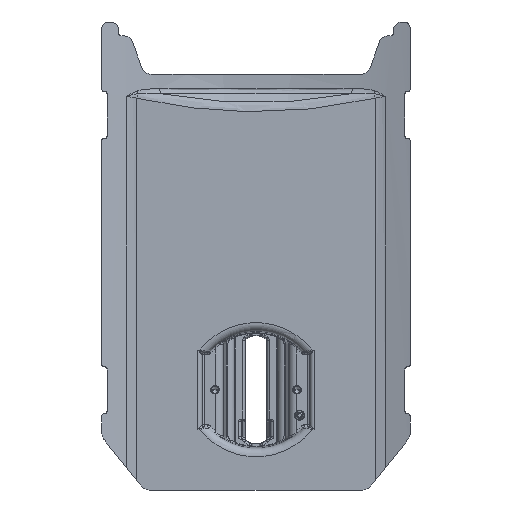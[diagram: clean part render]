
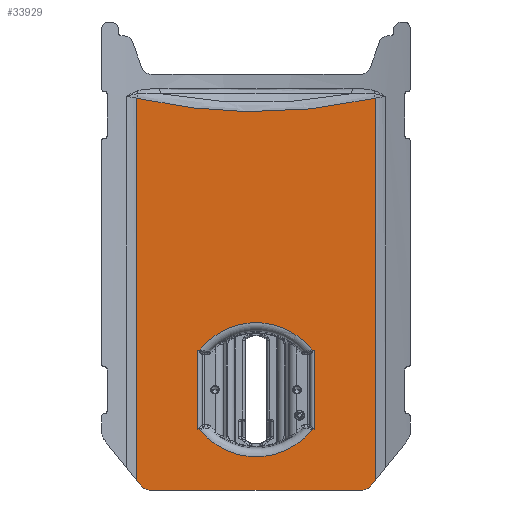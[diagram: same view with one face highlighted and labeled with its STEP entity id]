
A CAD part, front view. The second image highlights one B-rep face of the part: STEP entity #33929.
In plain terms, the highlighted planar face has unit normal (0, -1, 0).
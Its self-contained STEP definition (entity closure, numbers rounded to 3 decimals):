
#1027=DIRECTION('',(-1.,0.,0.));
#1028=VECTOR('',#1027,0.858);
#1029=CARTESIAN_POINT('',(27.3,-12.,-45.852));
#1030=LINE('',#1029,#1028);
#1034=CARTESIAN_POINT('',(0.,-12.,-66.444));
#1035=DIRECTION('',(0.,-1.,0.));
#1036=DIRECTION('',(0.789,0.,0.614));
#1037=AXIS2_PLACEMENT_3D('',#1034,#1035,#1036);
#1042=DIRECTION('',(-1.,0.,0.));
#1043=VECTOR('',#1042,0.858);
#1044=CARTESIAN_POINT('',(-26.441,-12.,
-45.852));
#1045=LINE('',#1044,#1043);
#1049=DIRECTION('',(1.,0.,0.));
#1050=VECTOR('',#1049,0.858);
#1051=CARTESIAN_POINT('',(-27.3,-12.,-83.148));
#1052=LINE('',#1051,#1050);
#1056=CARTESIAN_POINT('',(0.,-12.,-62.556));
#1057=DIRECTION('',(0.,-1.,0.));
#1058=DIRECTION('',(-0.789,0.,-0.614));
#1059=AXIS2_PLACEMENT_3D('',#1056,#1057,#1058);
#1064=DIRECTION('',(1.,0.,0.));
#1065=VECTOR('',#1064,0.858);
#1066=CARTESIAN_POINT('',(26.441,-12.,
-83.148));
#1067=LINE('',#1066,#1065);
#1071=CARTESIAN_POINT('',(56.062,-12.,72.594));
#1072=CARTESIAN_POINT('',(54.756,-12.,72.302));
#1073=CARTESIAN_POINT('',(52.15,-12.,71.74));
#1074=CARTESIAN_POINT('',(48.267,-12.,70.961));
#1075=CARTESIAN_POINT('',(44.411,-12.,70.244));
#1076=CARTESIAN_POINT('',(40.563,-12.,69.587));
#1077=CARTESIAN_POINT('',(36.717,-12.,68.988));
#1078=CARTESIAN_POINT('',(32.876,-12.,68.447));
#1079=CARTESIAN_POINT('',(29.037,-12.,67.966));
#1080=CARTESIAN_POINT('',(25.201,-12.,67.544));
#1081=CARTESIAN_POINT('',(21.367,-12.,67.181));
#1082=CARTESIAN_POINT('',(17.534,-12.,66.878));
#1083=CARTESIAN_POINT('',(13.702,-12.,66.634));
#1084=CARTESIAN_POINT('',(9.87,-12.,66.45));
#1085=CARTESIAN_POINT('',(6.038,-12.,66.326));
#1086=CARTESIAN_POINT('',(2.205,-12.,66.261));
#1087=CARTESIAN_POINT('',(-1.629,-12.,66.257));
#1088=CARTESIAN_POINT('',(-5.464,-12.,66.312));
#1089=CARTESIAN_POINT('',(-9.302,-12.,66.428));
#1090=CARTESIAN_POINT('',(-13.143,-12.,66.603));
#1091=CARTESIAN_POINT('',(-16.987,-12.,66.839));
#1092=CARTESIAN_POINT('',(-20.834,-12.,67.135));
#1093=CARTESIAN_POINT('',(-24.686,-12.,67.492));
#1094=CARTESIAN_POINT('',(-28.543,-12.,67.908));
#1095=CARTESIAN_POINT('',(-32.401,-12.,68.385));
#1096=CARTESIAN_POINT('',(-36.277,-12.,
68.922));
#1097=CARTESIAN_POINT('',(-40.198,-12.,
69.527));
#1098=CARTESIAN_POINT('',(-44.158,-12.,
70.199));
#1099=CARTESIAN_POINT('',(-48.122,-12.,
70.932));
#1100=CARTESIAN_POINT('',(-52.086,-12.,
71.727));
#1101=CARTESIAN_POINT('',(-54.736,-12.,
72.298));
#1102=CARTESIAN_POINT('',(-56.062,-12.,
72.594));
#1107=DIRECTION('',(0.,0.,1.));
#1108=VECTOR('',#1107,179.73);
#1109=CARTESIAN_POINT('',(56.062,-12.,-107.136));
#1110=LINE('',#1109,#1108);
#1114=DIRECTION('',(-0.625,0.,-0.781));
#1115=VECTOR('',#1114,3.378);
#1116=CARTESIAN_POINT('',(56.062,-12.,-107.136));
#1117=LINE('',#1116,#1115);
#1121=CARTESIAN_POINT('',(50.049,-12.,-111.65));
#1122=CARTESIAN_POINT('',(50.85,-12.,-111.65));
#1123=CARTESIAN_POINT('',(52.278,-12.,-111.288));
#1124=CARTESIAN_POINT('',(53.452,-12.,-110.399));
#1125=CARTESIAN_POINT('',(53.952,-12.,-109.774));
#1130=DIRECTION('',(1.,0.,0.));
#1131=VECTOR('',#1130,100.099);
#1132=CARTESIAN_POINT('',(-50.049,-12.,-111.65));
#1133=LINE('',#1132,#1131);
#1137=CARTESIAN_POINT('',(-53.952,-12.,-109.774));
#1138=CARTESIAN_POINT('',(-53.452,-12.,-110.399));
#1139=CARTESIAN_POINT('',(-52.278,-12.,-111.288));
#1140=CARTESIAN_POINT('',(-50.85,-12.,-111.65));
#1141=CARTESIAN_POINT('',(-50.049,-12.,-111.65));
#1146=DIRECTION('',(0.625,0.,-0.781));
#1147=VECTOR('',#1146,3.378);
#1148=CARTESIAN_POINT('',(-56.062,-12.,-107.136));
#1149=LINE('',#1148,#1147);
#1153=DIRECTION('',(0.,0.,-1.));
#1154=VECTOR('',#1153,179.73);
#1155=CARTESIAN_POINT('',(-56.062,-12.,
72.594));
#1156=LINE('',#1155,#1154);
#1205=DIRECTION('',(0.,0.,-1.));
#1206=VECTOR('',#1205,37.296);
#1207=CARTESIAN_POINT('',(27.3,-12.,-45.852));
#1208=LINE('',#1207,#1206);
#1957=CARTESIAN_POINT('',(26.441,-12.,
-83.148));
#1962=CARTESIAN_POINT('',(-26.441,-12.,
-83.148));
#2644=DIRECTION('',(0.,0.,1.));
#2645=VECTOR('',#2644,37.296);
#2646=CARTESIAN_POINT('',(-27.3,-12.,-83.148));
#2647=LINE('',#2646,#2645);
#2822=CARTESIAN_POINT('',(-26.441,-12.,
-45.852));
#2827=CARTESIAN_POINT('',(26.441,-12.,
-45.852));
#31176=CARTESIAN_POINT('',(-50.049,-12.,-111.65));
#31177=CARTESIAN_POINT('',(50.049,-12.,-111.65));
#31178=VERTEX_POINT('',#31176);
#31179=VERTEX_POINT('',#31177);
#31328=VERTEX_POINT('',#1071);
#31329=VERTEX_POINT('',#1102);
#31330=CARTESIAN_POINT('',(-56.062,-12.,-107.136));
#31331=VERTEX_POINT('',#31330);
#31332=CARTESIAN_POINT('',(56.062,-12.,-107.136));
#31333=VERTEX_POINT('',#31332);
#31665=VERTEX_POINT('',#1957);
#31685=VERTEX_POINT('',#2827);
#31686=CARTESIAN_POINT('',(27.3,-12.,-45.852));
#31687=VERTEX_POINT('',#31686);
#31689=CARTESIAN_POINT('',(27.3,-12.,-83.148));
#31690=VERTEX_POINT('',#31689);
#31720=VERTEX_POINT('',#1962);
#31733=VERTEX_POINT('',#2822);
#31743=CARTESIAN_POINT('',(-27.3,-12.,-45.852));
#31744=VERTEX_POINT('',#31743);
#31746=CARTESIAN_POINT('',(-27.3,-12.,-83.148));
#31747=VERTEX_POINT('',#31746);
#31770=VERTEX_POINT('',#1137);
#31771=VERTEX_POINT('',#1125);
#33890=CARTESIAN_POINT('',(0.,-12.,0.));
#33891=DIRECTION('',(0.,-1.,0.));
#33892=DIRECTION('',(-1.,0.,0.));
#33893=AXIS2_PLACEMENT_3D('',#33890,#33891,#33892);
#33894=PLANE('',#33893);
#33896=ORIENTED_EDGE('',*,*,#33895,.F.);
#33897=ORIENTED_EDGE('',*,*,#33843,.F.);
#33898=ORIENTED_EDGE('',*,*,#33865,.T.);
#33900=ORIENTED_EDGE('',*,*,#33899,.F.);
#33902=ORIENTED_EDGE('',*,*,#33901,.F.);
#33904=ORIENTED_EDGE('',*,*,#33903,.F.);
#33906=ORIENTED_EDGE('',*,*,#33905,.F.);
#33908=ORIENTED_EDGE('',*,*,#33907,.F.);
#33909=EDGE_LOOP('',(#33896,#33897,#33898,#33900,#33902,#33904,#33906,#33908));
#33910=FACE_OUTER_BOUND('',#33909,.F.);
#33912=ORIENTED_EDGE('',*,*,#33911,.T.);
#33914=ORIENTED_EDGE('',*,*,#33913,.T.);
#33916=ORIENTED_EDGE('',*,*,#33915,.T.);
#33918=ORIENTED_EDGE('',*,*,#33917,.F.);
#33920=ORIENTED_EDGE('',*,*,#33919,.T.);
#33922=ORIENTED_EDGE('',*,*,#33921,.T.);
#33924=ORIENTED_EDGE('',*,*,#33923,.T.);
#33926=ORIENTED_EDGE('',*,*,#33925,.F.);
#33927=EDGE_LOOP('',(#33912,#33914,#33916,#33918,#33920,#33922,#33924,#33926));
#33928=FACE_BOUND('',#33927,.F.);
#33929=ADVANCED_FACE('',(#33910,#33928),#33894,.T.);
#1038=CIRCLE('',#1037,33.514);
#1060=CIRCLE('',#1059,33.514);
#1103=B_SPLINE_CURVE_WITH_KNOTS('',3,(#1071,#1072,#1073,#1074,#1075,#1076,#1077,
#1078,#1079,#1080,#1081,#1082,#1083,#1084,#1085,#1086,#1087,#1088,#1089,#1090,
#1091,#1092,#1093,#1094,#1095,#1096,#1097,#1098,#1099,#1100,#1101,#1102),
.UNSPECIFIED.,.F.,.F.,(4,1,1,1,1,1,1,1,1,1,1,1,1,1,1,1,1,1,1,1,1,1,1,1,1,1,1,1,
1,4),(0.,0.034,0.069,0.103,
0.138,0.172,0.207,0.241,
0.276,0.31,0.345,0.379,
0.414,0.448,0.483,0.517,
0.552,0.586,0.621,0.655,
0.69,0.724,0.759,0.793,
0.828,0.862,0.897,0.931,
0.966,1.),.UNSPECIFIED.);
#1126=B_SPLINE_CURVE_WITH_KNOTS('',3,(#1121,#1122,#1123,#1124,#1125),
.UNSPECIFIED.,.F.,.F.,(4,1,4),(0.,0.5,1.),.UNSPECIFIED.);
#1142=B_SPLINE_CURVE_WITH_KNOTS('',3,(#1137,#1138,#1139,#1140,#1141),
.UNSPECIFIED.,.F.,.F.,(4,1,4),(0.,0.5,1.),.UNSPECIFIED.);
#33843=EDGE_CURVE('',#31333,#31328,#1110,.T.);
#33865=EDGE_CURVE('',#31333,#31771,#1117,.T.);
#33895=EDGE_CURVE('',#31328,#31329,#1103,.T.);
#33899=EDGE_CURVE('',#31179,#31771,#1126,.T.);
#33901=EDGE_CURVE('',#31178,#31179,#1133,.T.);
#33903=EDGE_CURVE('',#31770,#31178,#1142,.T.);
#33905=EDGE_CURVE('',#31331,#31770,#1149,.T.);
#33907=EDGE_CURVE('',#31329,#31331,#1156,.T.);
#33911=EDGE_CURVE('',#31687,#31685,#1030,.T.);
#33913=EDGE_CURVE('',#31685,#31733,#1038,.T.);
#33915=EDGE_CURVE('',#31733,#31744,#1045,.T.);
#33917=EDGE_CURVE('',#31747,#31744,#2647,.T.);
#33919=EDGE_CURVE('',#31747,#31720,#1052,.T.);
#33921=EDGE_CURVE('',#31720,#31665,#1060,.T.);
#33923=EDGE_CURVE('',#31665,#31690,#1067,.T.);
#33925=EDGE_CURVE('',#31687,#31690,#1208,.T.);
